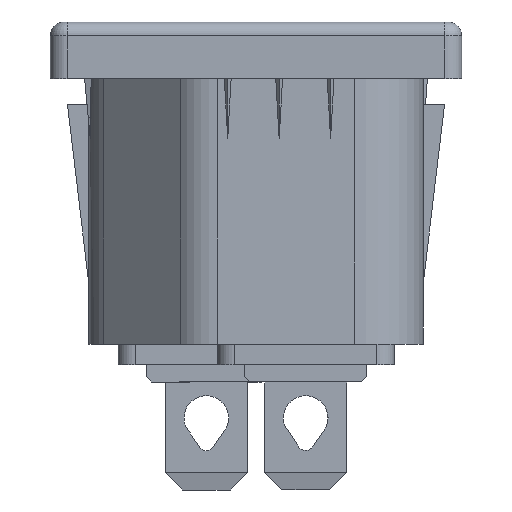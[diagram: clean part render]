
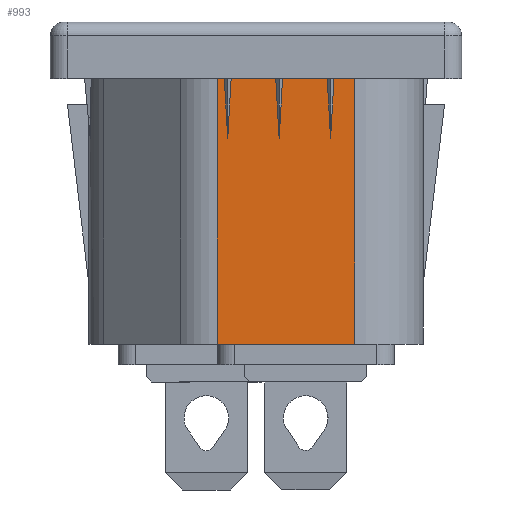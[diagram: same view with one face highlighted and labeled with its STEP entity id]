
A CAD part, left-side view. The second image highlights one B-rep face of the part: STEP entity #993.
In plain terms, the highlighted planar face has unit normal (-1, 0, 0).
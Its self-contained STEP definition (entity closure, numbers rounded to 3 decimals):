
#103 = EDGE_LOOP ( 'NONE', ( #213, #214, #215, #216, #217, #218, #219, #220, #221, #222, #223, #224, #225, #226, #228 ) ) ;
#213 = ORIENTED_EDGE ( 'NONE', *, *, #1578, .F. ) ;
#214 = ORIENTED_EDGE ( 'NONE', *, *, #1525, .T. ) ;
#215 = ORIENTED_EDGE ( 'NONE', *, *, #1576, .T. ) ;
#216 = ORIENTED_EDGE ( 'NONE', *, *, #1570, .F. ) ;
#217 = ORIENTED_EDGE ( 'NONE', *, *, #1522, .T. ) ;
#218 = ORIENTED_EDGE ( 'NONE', *, *, #1579, .T. ) ;
#219 = ORIENTED_EDGE ( 'NONE', *, *, #1580, .F. ) ;
#220 = ORIENTED_EDGE ( 'NONE', *, *, #1519, .T. ) ;
#221 = ORIENTED_EDGE ( 'NONE', *, *, #1575, .T. ) ;
#222 = ORIENTED_EDGE ( 'NONE', *, *, #1582, .F. ) ;
#223 = ORIENTED_EDGE ( 'NONE', *, *, #1577, .T. ) ;
#224 = ORIENTED_EDGE ( 'NONE', *, *, #1581, .F. ) ;
#225 = ORIENTED_EDGE ( 'NONE', *, *, #1583, .T. ) ;
#226 = ORIENTED_EDGE ( 'NONE', *, *, #1528, .T. ) ;
#228 = ORIENTED_EDGE ( 'NONE', *, *, #1585, .T. ) ;
#529 = VERTEX_POINT ( 'NONE', #4366 ) ;
#530 = VERTEX_POINT ( 'NONE', #4367 ) ;
#532 = VERTEX_POINT ( 'NONE', #4369 ) ;
#533 = VERTEX_POINT ( 'NONE', #4370 ) ;
#535 = VERTEX_POINT ( 'NONE', #4372 ) ;
#536 = VERTEX_POINT ( 'NONE', #4373 ) ;
#538 = VERTEX_POINT ( 'NONE', #4375 ) ;
#539 = VERTEX_POINT ( 'NONE', #4376 ) ;
#582 = VERTEX_POINT ( 'NONE', #4419 ) ;
#583 = VERTEX_POINT ( 'NONE', #4420 ) ;
#584 = VERTEX_POINT ( 'NONE', #4421 ) ;
#585 = VERTEX_POINT ( 'NONE', #4422 ) ;
#586 = VERTEX_POINT ( 'NONE', #4423 ) ;
#587 = VERTEX_POINT ( 'NONE', #4424 ) ;
#588 = VERTEX_POINT ( 'NONE', #4425 ) ;
#993 = ADVANCED_FACE ( 'NONE', ( #4815 ), #4779, .F. ) ;
#1519 = EDGE_CURVE ( 'NONE', #530, #529, #8490, .T. ) ;
#1522 = EDGE_CURVE ( 'NONE', #533, #532, #8511, .T. ) ;
#1525 = EDGE_CURVE ( 'NONE', #536, #535, #8517, .T. ) ;
#1528 = EDGE_CURVE ( 'NONE', #539, #538, #8523, .T. ) ;
#1570 = EDGE_CURVE ( 'NONE', #533, #583, #8602, .T. ) ;
#1575 = EDGE_CURVE ( 'NONE', #529, #585, #8608, .T. ) ;
#1576 = EDGE_CURVE ( 'NONE', #535, #583, #8610, .T. ) ;
#1577 = EDGE_CURVE ( 'NONE', #586, #587, #8612, .T. ) ;
#1578 = EDGE_CURVE ( 'NONE', #536, #582, #8614, .T. ) ;
#1579 = EDGE_CURVE ( 'NONE', #532, #584, #8605, .T. ) ;
#1580 = EDGE_CURVE ( 'NONE', #530, #584, #8618, .T. ) ;
#1581 = EDGE_CURVE ( 'NONE', #588, #587, #8604, .T. ) ;
#1582 = EDGE_CURVE ( 'NONE', #586, #585, #8622, .T. ) ;
#1583 = EDGE_CURVE ( 'NONE', #588, #539, #8624, .T. ) ;
#1585 = EDGE_CURVE ( 'NONE', #538, #582, #8628, .T. ) ;
#1729 = AXIS2_PLACEMENT_3D ( 'NONE', #4770, #4791, #4792 ) ;
#4366 = CARTESIAN_POINT ( 'NONE',  ( -18.039, 3.307, 6.7 ) ) ;
#4367 = CARTESIAN_POINT ( 'NONE',  ( -18.039, 2.899, 6.7 ) ) ;
#4369 = CARTESIAN_POINT ( 'NONE',  ( -18.039, 2.499, 6.7 ) ) ;
#4370 = CARTESIAN_POINT ( 'NONE',  ( -18.039, -0.101, 6.7 ) ) ;
#4372 = CARTESIAN_POINT ( 'NONE',  ( -18.039, -0.501, 6.7 ) ) ;
#4373 = CARTESIAN_POINT ( 'NONE',  ( -18.039, -3.101, 6.7 ) ) ;
#4375 = CARTESIAN_POINT ( 'NONE',  ( -18.039, -3.501, 6.7 ) ) ;
#4376 = CARTESIAN_POINT ( 'NONE',  ( -18.039, -3.951, 6.7 ) ) ;
#4419 = CARTESIAN_POINT ( 'NONE',  ( -18.039, -3.301, 3.2 ) ) ;
#4420 = CARTESIAN_POINT ( 'NONE',  ( -18.039, -0.301, 3.2 ) ) ;
#4421 = CARTESIAN_POINT ( 'NONE',  ( -18.039, 2.699, 3.2 ) ) ;
#4422 = CARTESIAN_POINT ( 'NONE',  ( -18.039, 3.307, -8.8 ) ) ;
#4423 = CARTESIAN_POINT ( 'NONE',  ( -18.039, -4.701, -8.8 ) ) ;
#4424 = CARTESIAN_POINT ( 'NONE',  ( -18.039, -4.701, 8. ) ) ;
#4425 = CARTESIAN_POINT ( 'NONE',  ( -18.039, -3.951, 8. ) ) ;
#4770 = CARTESIAN_POINT ( 'NONE',  ( -18.039, 4.549, -8.8 ) ) ;
#4779 = PLANE ( 'NONE',  #1729 ) ;
#4791 = DIRECTION ( 'NONE',  ( 1., 0., 0. ) ) ;
#4792 = DIRECTION ( 'NONE',  ( 0., 1., 0. ) ) ;
#4815 = FACE_OUTER_BOUND ( 'NONE', #103, .T. ) ;
#7473 = CARTESIAN_POINT ( 'NONE',  ( -18.039, 4.549, 6.7 ) ) ;
#7474 = DIRECTION ( 'NONE',  ( 0., 1., 0. ) ) ;
#7479 = CARTESIAN_POINT ( 'NONE',  ( -18.039, 4.549, 6.7 ) ) ;
#7480 = DIRECTION ( 'NONE',  ( 0., 1., 0. ) ) ;
#7485 = CARTESIAN_POINT ( 'NONE',  ( -18.039, 4.549, 6.7 ) ) ;
#7486 = DIRECTION ( 'NONE',  ( 0., 1., 0. ) ) ;
#7491 = CARTESIAN_POINT ( 'NONE',  ( -18.039, 4.549, 6.7 ) ) ;
#7492 = DIRECTION ( 'NONE',  ( 0., 1., 0. ) ) ;
#7579 = CARTESIAN_POINT ( 'NONE',  ( -18.039, -0.101, 6.7 ) ) ;
#7580 = DIRECTION ( 'NONE',  ( 0., -0.057, -0.998 ) ) ;
#7591 = CARTESIAN_POINT ( 'NONE',  ( -18.039, 2.499, 6.7 ) ) ;
#7594 = CARTESIAN_POINT ( 'NONE',  ( -18.039, 3.307, -8.8 ) ) ;
#7595 = DIRECTION ( 'NONE',  ( 0., 0., -1. ) ) ;
#7596 = CARTESIAN_POINT ( 'NONE',  ( -18.039, -0.501, 6.7 ) ) ;
#7597 = DIRECTION ( 'NONE',  ( 0., 0.057, -0.998 ) ) ;
#7598 = CARTESIAN_POINT ( 'NONE',  ( -18.039, -4.701, -8.8 ) ) ;
#7599 = DIRECTION ( 'NONE',  ( 0., 0., 1. ) ) ;
#7600 = CARTESIAN_POINT ( 'NONE',  ( -18.039, -3.101, 6.7 ) ) ;
#7601 = DIRECTION ( 'NONE',  ( 0., -0.057, -0.998 ) ) ;
#7602 = CARTESIAN_POINT ( 'NONE',  ( -18.039, -4.701, 8. ) ) ;
#7603 = DIRECTION ( 'NONE',  ( 0., 0.057, -0.998 ) ) ;
#7604 = CARTESIAN_POINT ( 'NONE',  ( -18.039, 2.899, 6.7 ) ) ;
#7605 = DIRECTION ( 'NONE',  ( 0., -0.057, -0.998 ) ) ;
#7607 = DIRECTION ( 'NONE',  ( 0., -1., 0. ) ) ;
#7608 = CARTESIAN_POINT ( 'NONE',  ( -18.039, 4.549, -8.8 ) ) ;
#7609 = DIRECTION ( 'NONE',  ( 0., 1., 0. ) ) ;
#7610 = CARTESIAN_POINT ( 'NONE',  ( -18.039, -3.951, 8. ) ) ;
#7611 = DIRECTION ( 'NONE',  ( 0., 0., -1. ) ) ;
#7614 = CARTESIAN_POINT ( 'NONE',  ( -18.039, -3.501, 6.7 ) ) ;
#7615 = DIRECTION ( 'NONE',  ( 0., 0.057, -0.998 ) ) ;
#8490 = LINE ( 'NONE', #7473, #8494 ) ;
#8494 = VECTOR ( 'NONE', #7474, 1000. ) ;
#8511 = LINE ( 'NONE', #7479, #8512 ) ;
#8512 = VECTOR ( 'NONE', #7480, 1000. ) ;
#8517 = LINE ( 'NONE', #7485, #8518 ) ;
#8518 = VECTOR ( 'NONE', #7486, 1000. ) ;
#8523 = LINE ( 'NONE', #7491, #8524 ) ;
#8524 = VECTOR ( 'NONE', #7492, 1000. ) ;
#8602 = LINE ( 'NONE', #7579, #8603 ) ;
#8603 = VECTOR ( 'NONE', #7580, 1000. ) ;
#8604 = LINE ( 'NONE', #7602, #8620 ) ;
#8605 = LINE ( 'NONE', #7591, #8616 ) ;
#8608 = LINE ( 'NONE', #7594, #8609 ) ;
#8609 = VECTOR ( 'NONE', #7595, 1000. ) ;
#8610 = LINE ( 'NONE', #7596, #8611 ) ;
#8611 = VECTOR ( 'NONE', #7597, 1000. ) ;
#8612 = LINE ( 'NONE', #7598, #8613 ) ;
#8613 = VECTOR ( 'NONE', #7599, 1000. ) ;
#8614 = LINE ( 'NONE', #7600, #8615 ) ;
#8615 = VECTOR ( 'NONE', #7601, 1000. ) ;
#8616 = VECTOR ( 'NONE', #7603, 1000. ) ;
#8618 = LINE ( 'NONE', #7604, #8619 ) ;
#8619 = VECTOR ( 'NONE', #7605, 1000. ) ;
#8620 = VECTOR ( 'NONE', #7607, 1000. ) ;
#8622 = LINE ( 'NONE', #7608, #8623 ) ;
#8623 = VECTOR ( 'NONE', #7609, 1000. ) ;
#8624 = LINE ( 'NONE', #7610, #8625 ) ;
#8625 = VECTOR ( 'NONE', #7611, 1000. ) ;
#8628 = LINE ( 'NONE', #7614, #8629 ) ;
#8629 = VECTOR ( 'NONE', #7615, 1000. ) ;
